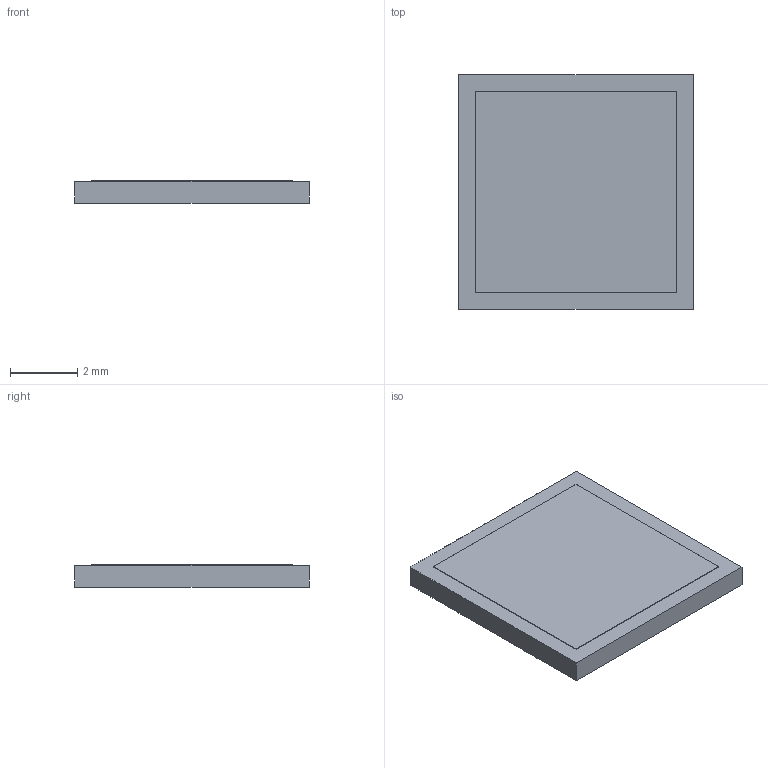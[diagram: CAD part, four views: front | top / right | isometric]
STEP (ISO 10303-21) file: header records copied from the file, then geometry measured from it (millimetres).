
FILE_DESCRIPTION(/* description */ (''),/* implementation_level */ '2;1');
FILE_NAME(/* name */ '5f5ea5b076d92c166aa7502c',/* time_stamp */ '2020-09-13T23:05:21+00:00',/* author */ (''),/* organization */ (''),/* preprocessor_version */ 'ST-DEVELOPER v16.7',/* originating_system */ $,/* authorisation */ $);
FILE_SCHEMA (('AUTOMOTIVE_DESIGN {1 0 10303 214 3 1 1}'));
Length unit declared in the file: metre
Products named in the file (3): OnSemi MICROFC-60035-SMT-TR1; MICROFC-60035-SMT-TR1-base; MICROFC-60035-SMT-TR1-ActiveArea
Assembly tree (2 placements, depth 2):
  OnSemi MICROFC-60035-SMT-TR1
    MICROFC-60035-SMT-TR1-base
    MICROFC-60035-SMT-TR1-ActiveArea
Bounding box: 7 x 7 x 0.67 mm (x, y, z)
Volume: 32.6 mm3; surface area: 188.7 mm2
Topology: 2 solids, 2 shells, 12 faces, 24 edges, 16 vertices
Faces by surface type: plane 12
Entity records: 384 total; most frequent: CARTESIAN_POINT 55, DIRECTION 54, ORIENTED_EDGE 48, EDGE_CURVE 24, LINE 24, VECTOR 24, VERTEX_POINT 16, AXIS2_PLACEMENT_3D 15
